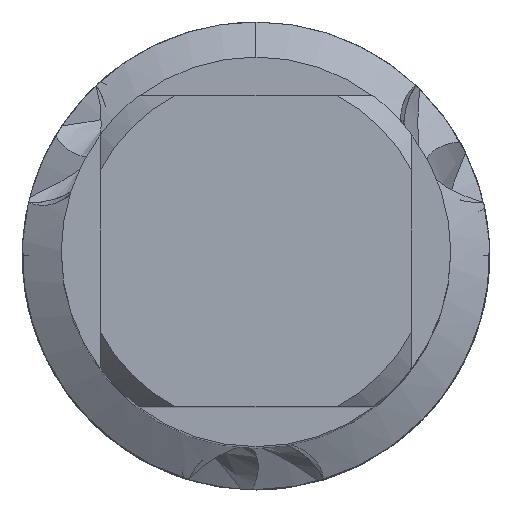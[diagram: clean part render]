
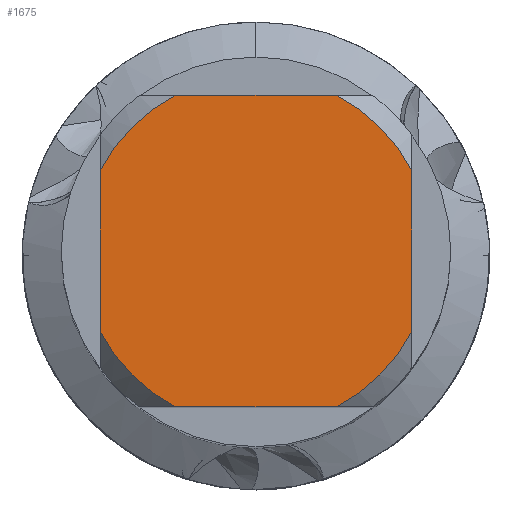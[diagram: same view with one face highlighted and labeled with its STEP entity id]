
A CAD part, top view. The second image highlights one B-rep face of the part: STEP entity #1675.
In plain terms, the highlighted planar face has unit normal (0, 0, 1).
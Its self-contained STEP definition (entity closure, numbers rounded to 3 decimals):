
#1179=EDGE_CURVE('',#2495,#2697,#3446,.T.);
#1367=VERTEX_POINT('',#3646);
#1485=EDGE_CURVE('',#1823,#2697,#3781,.T.);
#1675=ADVANCED_FACE('',(#3983),#3984,.T.);
#1823=VERTEX_POINT('',#4148);
#1877=EDGE_CURVE('',#3237,#1367,#4207,.T.);
#1913=EDGE_CURVE('',#3237,#2415,#4246,.T.);
#2231=EDGE_CURVE('',#1823,#1367,#4591,.T.);
#2415=VERTEX_POINT('',#4790);
#2495=VERTEX_POINT('',#4878);
#2637=VERTEX_POINT('',#5033);
#2697=VERTEX_POINT('',#5098);
#2713=EDGE_CURVE('',#2495,#3029,#5114,.T.);
#2961=EDGE_CURVE('',#2637,#2415,#5391,.T.);
#3029=VERTEX_POINT('',#5465);
#3237=VERTEX_POINT('',#5691);
#3355=EDGE_CURVE('',#2637,#3029,#5817,.T.);
#3446=LINE('',#5940,#5941);
#3646=CARTESIAN_POINT('',(4.0,2.062,0.0));
#3781=CIRCLE('',#6764,4.5);
#3983=FACE_OUTER_BOUND('',#7238,.T.);
#3984=PLANE('',#7239);
#4148=CARTESIAN_POINT('',(4.0,-2.062,0.0));
#4207=CIRCLE('',#7677,4.5);
#4246=LINE('',#7780,#7781);
#4591=LINE('',#9393,#9394);
#4790=CARTESIAN_POINT('',(-2.062,4.0,0.0));
#4878=CARTESIAN_POINT('',(-2.062,-4.0,0.0));
#5033=CARTESIAN_POINT('',(-4.0,2.062,0.0));
#5098=CARTESIAN_POINT('',(2.062,-4.0,0.0));
#5114=CIRCLE('',#10811,4.5);
#5391=CIRCLE('',#11829,4.5);
#5465=CARTESIAN_POINT('',(-4.0,-2.062,0.0));
#5691=CARTESIAN_POINT('',(2.062,4.0,0.0));
#5817=LINE('',#12832,#12833);
#5940=CARTESIAN_POINT('',(0.0,-4.0,0.0));
#5941=VECTOR('',#12964,1.0);
#6764=AXIS2_PLACEMENT_3D('',#13319,#13320,#13321);
#7238=EDGE_LOOP('',(#13476,#13477,#13478,#13479,#13480,#13481,#13482,#13483));
#7239=AXIS2_PLACEMENT_3D('',#13484,#13485,#13486);
#7677=AXIS2_PLACEMENT_3D('',#13730,#13731,#13732);
#7780=CARTESIAN_POINT('',(0.0,4.0,0.0));
#7781=VECTOR('',#13772,1.0);
#9393=CARTESIAN_POINT('',(4.0,1.125,0.0));
#9394=VECTOR('',#14220,1.0);
#10811=AXIS2_PLACEMENT_3D('',#14732,#14733,#14734);
#11829=AXIS2_PLACEMENT_3D('',#15148,#15149,#15150);
#12832=CARTESIAN_POINT('',(-4.0,1.125,0.0));
#12833=VECTOR('',#15573,1.0);
#12964=DIRECTION('',(1.0,0.0,0.0));
#13319=CARTESIAN_POINT('',(0.0,0.0,0.0));
#13320=DIRECTION('',(0.0,0.0,-1.0));
#13321=DIRECTION('',(0.0,1.0,0.0));
#13476=ORIENTED_EDGE('',*,*,#3355,.T.);
#13477=ORIENTED_EDGE('',*,*,#2713,.F.);
#13478=ORIENTED_EDGE('',*,*,#1179,.T.);
#13479=ORIENTED_EDGE('',*,*,#1485,.F.);
#13480=ORIENTED_EDGE('',*,*,#2231,.T.);
#13481=ORIENTED_EDGE('',*,*,#1877,.F.);
#13482=ORIENTED_EDGE('',*,*,#1913,.T.);
#13483=ORIENTED_EDGE('',*,*,#2961,.F.);
#13484=CARTESIAN_POINT('',(0.0,2.25,0.0));
#13485=DIRECTION('',(-0.0,0.0,1.0));
#13486=DIRECTION('',(0.0,-1.0,0.0));
#13730=CARTESIAN_POINT('',(0.0,0.0,0.0));
#13731=DIRECTION('',(0.0,0.0,-1.0));
#13732=DIRECTION('',(0.0,1.0,0.0));
#13772=DIRECTION('',(-1.0,0.0,0.0));
#14220=DIRECTION('',(-0.0,1.0,0.0));
#14732=CARTESIAN_POINT('',(0.0,0.0,0.0));
#14733=DIRECTION('',(0.0,0.0,-1.0));
#14734=DIRECTION('',(0.0,1.0,0.0));
#15148=CARTESIAN_POINT('',(0.0,0.0,0.0));
#15149=DIRECTION('',(0.0,0.0,-1.0));
#15150=DIRECTION('',(0.0,1.0,0.0));
#15573=DIRECTION('',(-0.0,-1.0,0.0));
